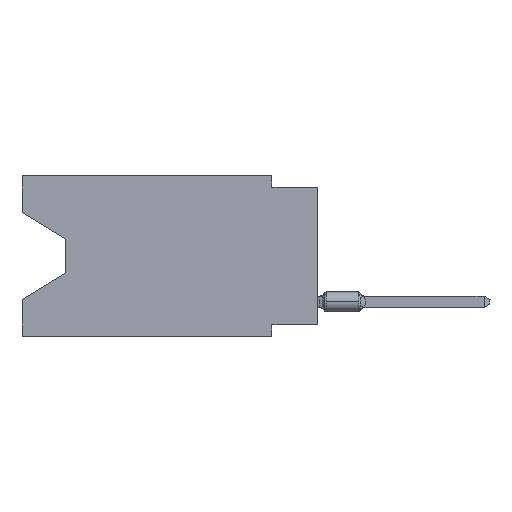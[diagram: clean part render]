
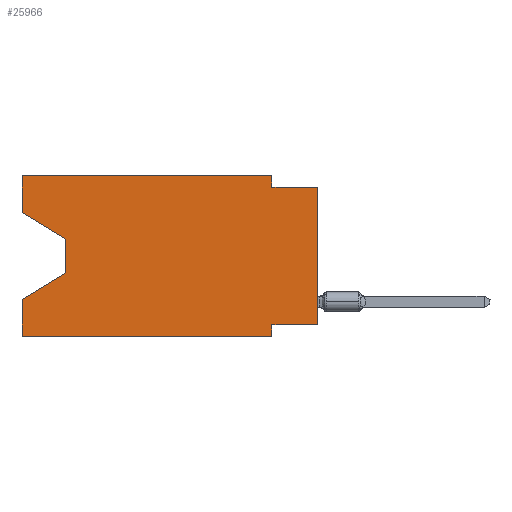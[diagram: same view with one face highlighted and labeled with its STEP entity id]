
A CAD part, left-side view. The second image highlights one B-rep face of the part: STEP entity #25966.
In plain terms, the highlighted planar face has unit normal (-1, 0, 0).
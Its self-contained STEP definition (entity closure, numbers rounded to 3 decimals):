
#57 = VECTOR ( 'NONE', #16667, 1000. ) ;
#157 = CARTESIAN_POINT ( 'NONE',  ( 0., 0., -0.635 ) ) ;
#1439 = VECTOR ( 'NONE', #50625, 1000. ) ;
#2680 = EDGE_CURVE ( 'NONE', #33640, #5426, #27394, .T. ) ;
#3150 = AXIS2_PLACEMENT_3D ( 'NONE', #13091, #35898, #58722 ) ;
#3322 = CARTESIAN_POINT ( 'NONE',  ( 0., 2.54, 0. ) ) ;
#3488 = VECTOR ( 'NONE', #11335, 1000. ) ;
#4447 = DIRECTION ( 'NONE',  ( 0., 0.855, -0.519 ) ) ;
#4523 = EDGE_CURVE ( 'NONE', #60317, #39853, #60499, .T. ) ;
#4880 = VECTOR ( 'NONE', #60076, 1000. ) ;
#5426 = VERTEX_POINT ( 'NONE', #10750 ) ;
#5489 = VERTEX_POINT ( 'NONE', #9649 ) ;
#5603 = CARTESIAN_POINT ( 'NONE',  ( 0., 0., 0. ) ) ;
#6086 = ORIENTED_EDGE ( 'NONE', *, *, #2680, .F. ) ;
#8295 = VECTOR ( 'NONE', #45574, 1000. ) ;
#9257 = ORIENTED_EDGE ( 'NONE', *, *, #24730, .F. ) ;
#9649 = CARTESIAN_POINT ( 'NONE',  ( 0., 16.383, 0. ) ) ;
#10750 = CARTESIAN_POINT ( 'NONE',  ( 0., 16.383, -6.852 ) ) ;
#11152 = CARTESIAN_POINT ( 'NONE',  ( 0., 13.97, -5.385 ) ) ;
#11335 = DIRECTION ( 'NONE',  ( 0., 0., 1. ) ) ;
#11615 = VECTOR ( 'NONE', #53644, 1000. ) ;
#12031 = CARTESIAN_POINT ( 'NONE',  ( 0., 16.383, -2.038 ) ) ;
#12203 = ORIENTED_EDGE ( 'NONE', *, *, #44266, .F. ) ;
#12758 = EDGE_CURVE ( 'NONE', #5489, #60317, #71918, .T. ) ;
#13091 = CARTESIAN_POINT ( 'NONE',  ( 0., 16.383, 0. ) ) ;
#13142 = ORIENTED_EDGE ( 'NONE', *, *, #12758, .F. ) ;
#13217 = CARTESIAN_POINT ( 'NONE',  ( 0., 2.54, -8.89 ) ) ;
#14500 = VERTEX_POINT ( 'NONE', #12031 ) ;
#15140 = CARTESIAN_POINT ( 'NONE',  ( 0., 0., -8.255 ) ) ;
#15198 = CARTESIAN_POINT ( 'NONE',  ( 0., 2.54, 0. ) ) ;
#16667 = DIRECTION ( 'NONE',  ( 0., -1., 0. ) ) ;
#17063 = EDGE_LOOP ( 'NONE', ( #22173, #20764, #69801, #6086, #41841, #32545, #57353, #52075, #9257, #63796, #13142, #12203 ) ) ;
#18078 = CARTESIAN_POINT ( 'NONE',  ( 0., 2.54, -8.255 ) ) ;
#18479 = VECTOR ( 'NONE', #70554, 1000. ) ;
#18609 = LINE ( 'NONE', #24590, #18479 ) ;
#19704 = LINE ( 'NONE', #36892, #36430 ) ;
#20423 = CARTESIAN_POINT ( 'NONE',  ( 0., 13.97, -3.505 ) ) ;
#20764 = ORIENTED_EDGE ( 'NONE', *, *, #70722, .T. ) ;
#21800 = EDGE_CURVE ( 'NONE', #39988, #35621, #27635, .T. ) ;
#22173 = ORIENTED_EDGE ( 'NONE', *, *, #67497, .T. ) ;
#22951 = VERTEX_POINT ( 'NONE', #13217 ) ;
#23397 = LINE ( 'NONE', #36432, #11615 ) ;
#24590 = CARTESIAN_POINT ( 'NONE',  ( 0., 0., -8.255 ) ) ;
#24730 = EDGE_CURVE ( 'NONE', #39853, #35621, #19704, .T. ) ;
#25966 = ADVANCED_FACE ( 'NONE', ( #41510 ), #64313, .F. ) ;
#27394 = LINE ( 'NONE', #56566, #68390 ) ;
#27635 = LINE ( 'NONE', #5603, #8295 ) ;
#27879 = CARTESIAN_POINT ( 'NONE',  ( 0., 16.383, -8.89 ) ) ;
#28907 = CARTESIAN_POINT ( 'NONE',  ( 0., 16.383, 0. ) ) ;
#30198 = DIRECTION ( 'NONE',  ( 0., -1., 0. ) ) ;
#31073 = DIRECTION ( 'NONE',  ( 0., 0., -1. ) ) ;
#32545 = ORIENTED_EDGE ( 'NONE', *, *, #49620, .F. ) ;
#33485 = LINE ( 'NONE', #27879, #57 ) ;
#33640 = VERTEX_POINT ( 'NONE', #39937 ) ;
#35621 = VERTEX_POINT ( 'NONE', #157 ) ;
#35898 = DIRECTION ( 'NONE',  ( 1., 0., 0. ) ) ;
#36170 = CARTESIAN_POINT ( 'NONE',  ( 0., 13.97, -5.385 ) ) ;
#36430 = VECTOR ( 'NONE', #30198, 1000. ) ;
#36432 = CARTESIAN_POINT ( 'NONE',  ( 0., 2.54, -8.89 ) ) ;
#36892 = CARTESIAN_POINT ( 'NONE',  ( 0., 0., -0.635 ) ) ;
#37245 = LINE ( 'NONE', #46731, #4880 ) ;
#39853 = VERTEX_POINT ( 'NONE', #67646 ) ;
#39937 = CARTESIAN_POINT ( 'NONE',  ( 0., 16.383, -8.89 ) ) ;
#39988 = VERTEX_POINT ( 'NONE', #15140 ) ;
#41510 = FACE_OUTER_BOUND ( 'NONE', #17063, .T. ) ;
#41841 = ORIENTED_EDGE ( 'NONE', *, *, #55344, .T. ) ;
#43573 = VERTEX_POINT ( 'NONE', #20423 ) ;
#44266 = EDGE_CURVE ( 'NONE', #14500, #5489, #62922, .T. ) ;
#44627 = CARTESIAN_POINT ( 'NONE',  ( 0., 16.383, 0. ) ) ;
#44632 = VECTOR ( 'NONE', #48916, 1000. ) ;
#45574 = DIRECTION ( 'NONE',  ( 0., 0., 1. ) ) ;
#46211 = VECTOR ( 'NONE', #31073, 1000. ) ;
#46731 = CARTESIAN_POINT ( 'NONE',  ( 0., 16.383, -2.038 ) ) ;
#48916 = DIRECTION ( 'NONE',  ( 0., 0., -1. ) ) ;
#49620 = EDGE_CURVE ( 'NONE', #69415, #22951, #23397, .T. ) ;
#50625 = DIRECTION ( 'NONE',  ( 0., -1., 0. ) ) ;
#52075 = ORIENTED_EDGE ( 'NONE', *, *, #21800, .T. ) ;
#53644 = DIRECTION ( 'NONE',  ( 0., 0., -1. ) ) ;
#55344 = EDGE_CURVE ( 'NONE', #33640, #22951, #33485, .T. ) ;
#56566 = CARTESIAN_POINT ( 'NONE',  ( 0., 16.383, 0. ) ) ;
#57353 = ORIENTED_EDGE ( 'NONE', *, *, #60144, .F. ) ;
#58722 = DIRECTION ( 'NONE',  ( 0., 0., -1. ) ) ;
#58905 = EDGE_CURVE ( 'NONE', #69144, #5426, #67226, .T. ) ;
#60076 = DIRECTION ( 'NONE',  ( 0., -0.855, -0.519 ) ) ;
#60144 = EDGE_CURVE ( 'NONE', #39988, #69415, #18609, .T. ) ;
#60317 = VERTEX_POINT ( 'NONE', #15198 ) ;
#60499 = LINE ( 'NONE', #3322, #44632 ) ;
#62922 = LINE ( 'NONE', #28907, #3488 ) ;
#63796 = ORIENTED_EDGE ( 'NONE', *, *, #4523, .F. ) ;
#64313 = PLANE ( 'NONE',  #3150 ) ;
#65465 = LINE ( 'NONE', #66188, #46211 ) ;
#66188 = CARTESIAN_POINT ( 'NONE',  ( 0., 13.97, -3.505 ) ) ;
#67226 = LINE ( 'NONE', #11152, #68409 ) ;
#67497 = EDGE_CURVE ( 'NONE', #14500, #43573, #37245, .T. ) ;
#67646 = CARTESIAN_POINT ( 'NONE',  ( 0., 2.54, -0.635 ) ) ;
#68138 = DIRECTION ( 'NONE',  ( 0., 0., 1. ) ) ;
#68390 = VECTOR ( 'NONE', #68138, 1000. ) ;
#68409 = VECTOR ( 'NONE', #4447, 1000. ) ;
#69144 = VERTEX_POINT ( 'NONE', #36170 ) ;
#69415 = VERTEX_POINT ( 'NONE', #18078 ) ;
#69801 = ORIENTED_EDGE ( 'NONE', *, *, #58905, .T. ) ;
#70554 = DIRECTION ( 'NONE',  ( 0., 1., 0. ) ) ;
#70722 = EDGE_CURVE ( 'NONE', #43573, #69144, #65465, .T. ) ;
#71918 = LINE ( 'NONE', #44627, #1439 ) ;
